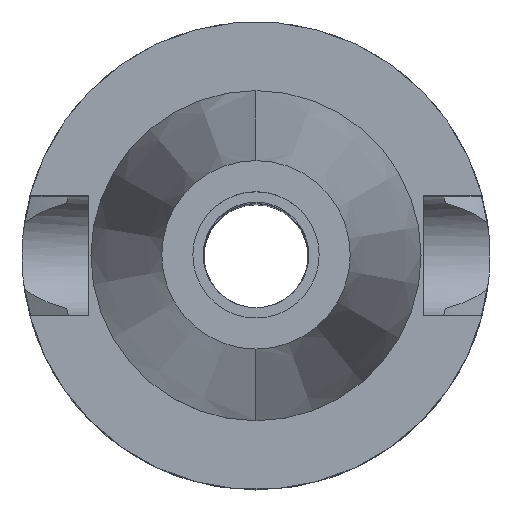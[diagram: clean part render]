
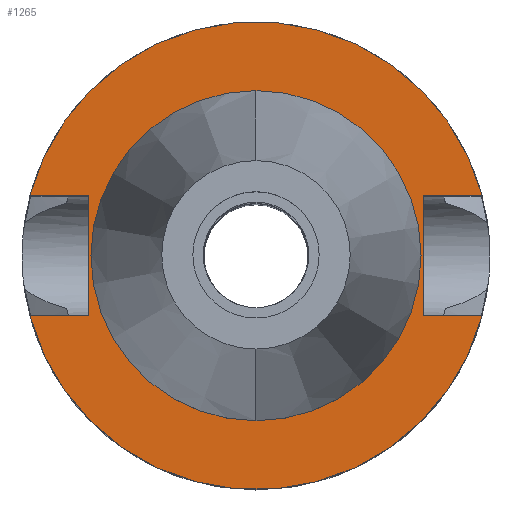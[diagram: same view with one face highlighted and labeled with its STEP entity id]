
A CAD part, top view. The second image highlights one B-rep face of the part: STEP entity #1265.
In plain terms, the highlighted planar face has unit normal (0, 0, 1).
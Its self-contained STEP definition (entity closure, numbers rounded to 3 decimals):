
#14 = DIRECTION ( 'NONE',  ( -1., 0., 0. ) ) ;
#122 = EDGE_CURVE ( 'NONE', #872, #1554, #1030, .T. ) ;
#170 = LINE ( 'NONE', #3239, #2909 ) ;
#212 = DIRECTION ( 'NONE',  ( 0., -1., 0. ) ) ;
#269 = EDGE_CURVE ( 'NONE', #780, #387, #170, .T. ) ;
#349 = CIRCLE ( 'NONE', #1919, 22.225 ) ;
#387 = VERTEX_POINT ( 'NONE', #3069 ) ;
#416 = EDGE_CURVE ( 'NONE', #1752, #515, #2239, .T. ) ;
#450 = CARTESIAN_POINT ( 'NONE',  ( 0., 0., -2. ) ) ;
#468 = FACE_BOUND ( 'NONE', #2623, .T. ) ;
#515 = VERTEX_POINT ( 'NONE', #875 ) ;
#780 = VERTEX_POINT ( 'NONE', #1313 ) ;
#821 = EDGE_CURVE ( 'NONE', #2134, #3531, #3515, .T. ) ;
#833 = ORIENTED_EDGE ( 'NONE', *, *, #1085, .F. ) ;
#872 = VERTEX_POINT ( 'NONE', #3033 ) ;
#875 = CARTESIAN_POINT ( 'NONE',  ( -30.454, -8.05, -2. ) ) ;
#917 = LINE ( 'NONE', #976, #2097 ) ;
#976 = CARTESIAN_POINT ( 'NONE',  ( -22.5, 8.05, -2. ) ) ;
#984 = ORIENTED_EDGE ( 'NONE', *, *, #1533, .F. ) ;
#1030 = LINE ( 'NONE', #1624, #2275 ) ;
#1063 = DIRECTION ( 'NONE',  ( 0., 0., 1. ) ) ;
#1085 = EDGE_CURVE ( 'NONE', #387, #515, #1235, .T. ) ;
#1148 = EDGE_LOOP ( 'NONE', ( #3057, #833, #2675, #2835, #2654, #984, #3106, #2116 ) ) ;
#1172 = CIRCLE ( 'NONE', #3086, 31.5 ) ;
#1205 = DIRECTION ( 'NONE',  ( 0., -1., 0. ) ) ;
#1235 = CIRCLE ( 'NONE', #2728, 31.5 ) ;
#1265 = ADVANCED_FACE ( 'NONE', ( #1625, #468 ), #2398, .F. ) ;
#1313 = CARTESIAN_POINT ( 'NONE',  ( 22.5, -8.05, -2. ) ) ;
#1329 = DIRECTION ( 'NONE',  ( 0., 0., 1. ) ) ;
#1330 = CARTESIAN_POINT ( 'NONE',  ( 0., 22.225, -2. ) ) ;
#1338 = VECTOR ( 'NONE', #1676, 1000. ) ;
#1388 = VERTEX_POINT ( 'NONE', #2540 ) ;
#1444 = CARTESIAN_POINT ( 'NONE',  ( -22.5, 8.05, -2. ) ) ;
#1472 = EDGE_CURVE ( 'NONE', #2851, #1388, #917, .T. ) ;
#1533 = EDGE_CURVE ( 'NONE', #1388, #1554, #1172, .T. ) ;
#1543 = ORIENTED_EDGE ( 'NONE', *, *, #2415, .F. ) ;
#1554 = VERTEX_POINT ( 'NONE', #2056 ) ;
#1566 = DIRECTION ( 'NONE',  ( 0., -1., 0. ) ) ;
#1607 = DIRECTION ( 'NONE',  ( 1., 0., 0. ) ) ;
#1624 = CARTESIAN_POINT ( 'NONE',  ( 22.5, 8.05, -2. ) ) ;
#1625 = FACE_OUTER_BOUND ( 'NONE', #1148, .T. ) ;
#1636 = CARTESIAN_POINT ( 'NONE',  ( -22.5, -8.05, -2. ) ) ;
#1676 = DIRECTION ( 'NONE',  ( 0., 1., 0. ) ) ;
#1752 = VERTEX_POINT ( 'NONE', #2448 ) ;
#1840 = CARTESIAN_POINT ( 'NONE',  ( 0., 0., -2. ) ) ;
#1853 = VECTOR ( 'NONE', #2423, 1000. ) ;
#1879 = EDGE_CURVE ( 'NONE', #1752, #2851, #2499, .T. ) ;
#1896 = LINE ( 'NONE', #1939, #1853 ) ;
#1917 = ORIENTED_EDGE ( 'NONE', *, *, #821, .F. ) ;
#1919 = AXIS2_PLACEMENT_3D ( 'NONE', #2440, #1063, #2460 ) ;
#1939 = CARTESIAN_POINT ( 'NONE',  ( 22.5, 8.05, -2. ) ) ;
#2056 = CARTESIAN_POINT ( 'NONE',  ( 30.454, 8.05, -2. ) ) ;
#2097 = VECTOR ( 'NONE', #2308, 1000. ) ;
#2116 = ORIENTED_EDGE ( 'NONE', *, *, #1879, .F. ) ;
#2134 = VERTEX_POINT ( 'NONE', #2551 ) ;
#2239 = LINE ( 'NONE', #3419, #3454 ) ;
#2275 = VECTOR ( 'NONE', #1607, 1000. ) ;
#2308 = DIRECTION ( 'NONE',  ( -1., 0., 0. ) ) ;
#2398 = PLANE ( 'NONE',  #2441 ) ;
#2415 = EDGE_CURVE ( 'NONE', #3531, #2134, #349, .T. ) ;
#2423 = DIRECTION ( 'NONE',  ( 0., -1., 0. ) ) ;
#2440 = CARTESIAN_POINT ( 'NONE',  ( 0., 0., -2. ) ) ;
#2441 = AXIS2_PLACEMENT_3D ( 'NONE', #1840, #2719, #212 ) ;
#2448 = CARTESIAN_POINT ( 'NONE',  ( -22.5, -8.05, -2. ) ) ;
#2460 = DIRECTION ( 'NONE',  ( 0., 1., 0. ) ) ;
#2499 = LINE ( 'NONE', #1636, #1338 ) ;
#2540 = CARTESIAN_POINT ( 'NONE',  ( -30.454, 8.05, -2. ) ) ;
#2551 = CARTESIAN_POINT ( 'NONE',  ( 0., -22.225, -2. ) ) ;
#2623 = EDGE_LOOP ( 'NONE', ( #1543, #1917 ) ) ;
#2654 = ORIENTED_EDGE ( 'NONE', *, *, #122, .T. ) ;
#2675 = ORIENTED_EDGE ( 'NONE', *, *, #269, .F. ) ;
#2719 = DIRECTION ( 'NONE',  ( 0., 0., -1. ) ) ;
#2728 = AXIS2_PLACEMENT_3D ( 'NONE', #2925, #2887, #1205 ) ;
#2825 = DIRECTION ( 'NONE',  ( 0., 0., -1. ) ) ;
#2835 = ORIENTED_EDGE ( 'NONE', *, *, #3109, .F. ) ;
#2851 = VERTEX_POINT ( 'NONE', #1444 ) ;
#2887 = DIRECTION ( 'NONE',  ( 0., 0., -1. ) ) ;
#2909 = VECTOR ( 'NONE', #3542, 1000. ) ;
#2925 = CARTESIAN_POINT ( 'NONE',  ( 0., 0., -2. ) ) ;
#3033 = CARTESIAN_POINT ( 'NONE',  ( 22.5, 8.05, -2. ) ) ;
#3057 = ORIENTED_EDGE ( 'NONE', *, *, #416, .T. ) ;
#3069 = CARTESIAN_POINT ( 'NONE',  ( 30.454, -8.05, -2. ) ) ;
#3086 = AXIS2_PLACEMENT_3D ( 'NONE', #3185, #2825, #3414 ) ;
#3106 = ORIENTED_EDGE ( 'NONE', *, *, #1472, .F. ) ;
#3109 = EDGE_CURVE ( 'NONE', #872, #780, #1896, .T. ) ;
#3185 = CARTESIAN_POINT ( 'NONE',  ( 0., 0., -2. ) ) ;
#3239 = CARTESIAN_POINT ( 'NONE',  ( 22.5, -8.05, -2. ) ) ;
#3339 = AXIS2_PLACEMENT_3D ( 'NONE', #450, #1329, #1566 ) ;
#3414 = DIRECTION ( 'NONE',  ( 0., 1., 0. ) ) ;
#3419 = CARTESIAN_POINT ( 'NONE',  ( -22.5, -8.05, -2. ) ) ;
#3454 = VECTOR ( 'NONE', #14, 1000. ) ;
#3515 = CIRCLE ( 'NONE', #3339, 22.225 ) ;
#3531 = VERTEX_POINT ( 'NONE', #1330 ) ;
#3542 = DIRECTION ( 'NONE',  ( 1., 0., 0. ) ) ;
